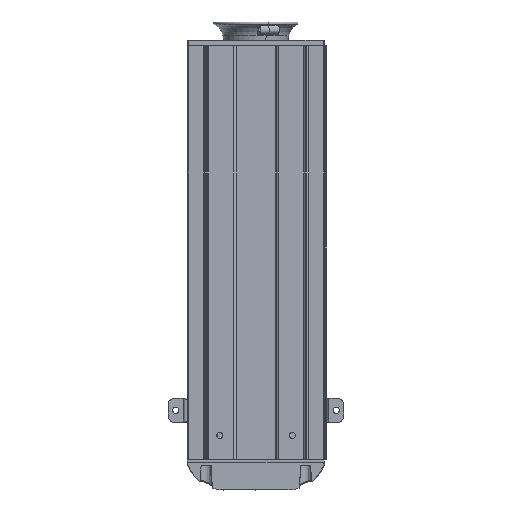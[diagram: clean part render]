
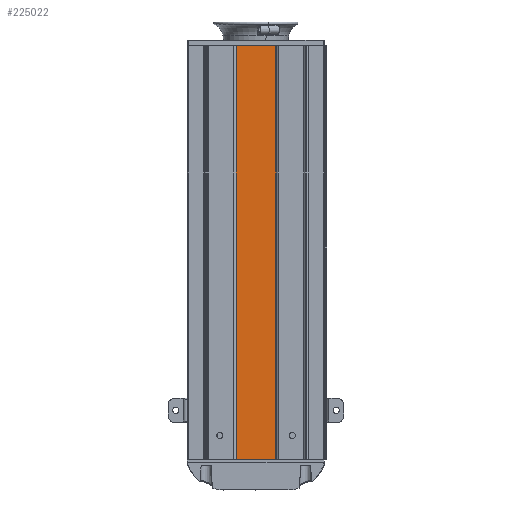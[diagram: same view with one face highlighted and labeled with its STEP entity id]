
A CAD part, front view. The second image highlights one B-rep face of the part: STEP entity #225022.
In plain terms, the highlighted planar face has unit normal (0, -1, 0).
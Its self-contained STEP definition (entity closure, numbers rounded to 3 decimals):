
#1362 = DIRECTION ( 'NONE',  ( 0., 0., 1. ) ) ;
#7588 = DIRECTION ( 'NONE',  ( 0., 0., -1. ) ) ;
#8615 = VERTEX_POINT ( 'NONE', #132331 ) ;
#9010 = CARTESIAN_POINT ( 'NONE',  ( -32.079, -10.023, 300. ) ) ;
#16833 = LINE ( 'NONE', #168934, #41201 ) ;
#17685 = VECTOR ( 'NONE', #1362, 1000. ) ;
#20924 = CARTESIAN_POINT ( 'NONE',  ( -32.079, -10.023, 300. ) ) ;
#31139 = DIRECTION ( 'NONE',  ( 1., 0., 0. ) ) ;
#36441 = VECTOR ( 'NONE', #80277, 1000. ) ;
#41201 = VECTOR ( 'NONE', #31139, 1000. ) ;
#49405 = ORIENTED_EDGE ( 'NONE', *, *, #238926, .F. ) ;
#51386 = CARTESIAN_POINT ( 'NONE',  ( -32.079, -10.023, 300. ) ) ;
#60466 = VECTOR ( 'NONE', #7588, 1000. ) ;
#60671 = CARTESIAN_POINT ( 'NONE',  ( 24.921, -10.023, 300. ) ) ;
#80277 = DIRECTION ( 'NONE',  ( -1., 0., 0. ) ) ;
#81392 = EDGE_CURVE ( 'NONE', #148104, #8615, #215203, .T. ) ;
#88012 = AXIS2_PLACEMENT_3D ( 'NONE', #51386, #185207, #89951 ) ;
#89951 = DIRECTION ( 'NONE',  ( 0., 0., 1. ) ) ;
#96818 = CARTESIAN_POINT ( 'NONE',  ( 24.921, -10.023, 300. ) ) ;
#97905 = CARTESIAN_POINT ( 'NONE',  ( 24.921, -10.023, 900. ) ) ;
#98269 = LINE ( 'NONE', #20924, #36441 ) ;
#101743 = VERTEX_POINT ( 'NONE', #97905 ) ;
#104434 = EDGE_CURVE ( 'NONE', #235901, #148104, #98269, .T. ) ;
#115909 = ORIENTED_EDGE ( 'NONE', *, *, #81392, .F. ) ;
#117517 = EDGE_CURVE ( 'NONE', #101743, #235901, #222725, .T. ) ;
#132331 = CARTESIAN_POINT ( 'NONE',  ( -32.079, -10.023, 900. ) ) ;
#148104 = VERTEX_POINT ( 'NONE', #9010 ) ;
#168466 = PLANE ( 'NONE',  #88012 ) ;
#168934 = CARTESIAN_POINT ( 'NONE',  ( -32.079, -10.023, 900. ) ) ;
#184155 = ORIENTED_EDGE ( 'NONE', *, *, #104434, .F. ) ;
#185207 = DIRECTION ( 'NONE',  ( 0., 1., 0. ) ) ;
#214492 = EDGE_LOOP ( 'NONE', ( #49405, #115909, #184155, #223016 ) ) ;
#215203 = LINE ( 'NONE', #219034, #17685 ) ;
#219034 = CARTESIAN_POINT ( 'NONE',  ( -32.079, -10.023, 300. ) ) ;
#222725 = LINE ( 'NONE', #60671, #60466 ) ;
#223016 = ORIENTED_EDGE ( 'NONE', *, *, #117517, .F. ) ;
#223850 = FACE_OUTER_BOUND ( 'NONE', #214492, .T. ) ;
#225022 = ADVANCED_FACE ( 'NONE', ( #223850 ), #168466, .F. ) ;
#235901 = VERTEX_POINT ( 'NONE', #96818 ) ;
#238926 = EDGE_CURVE ( 'NONE', #8615, #101743, #16833, .T. ) ;
